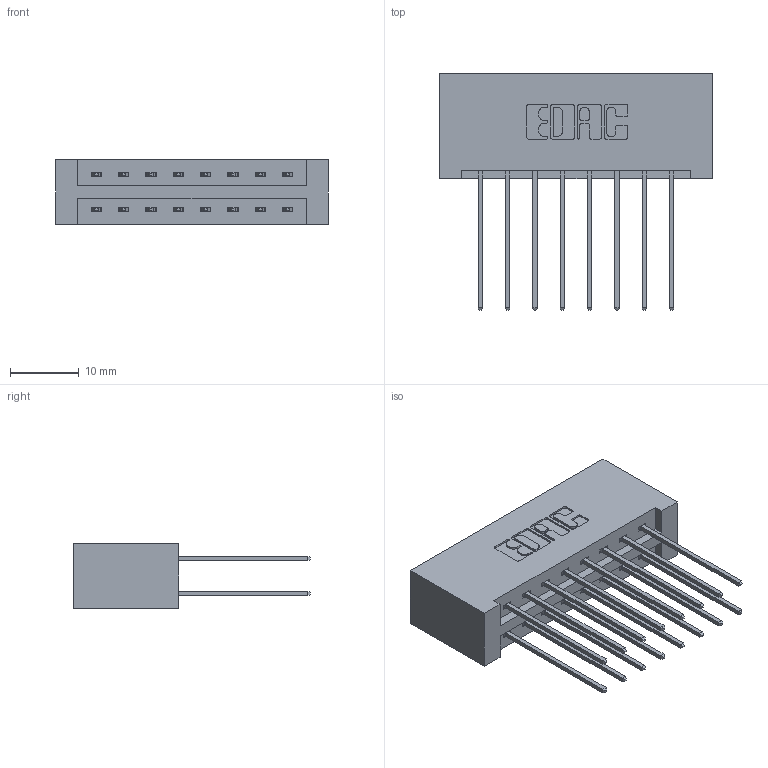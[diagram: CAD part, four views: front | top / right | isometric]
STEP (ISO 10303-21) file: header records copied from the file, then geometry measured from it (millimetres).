
FILE_DESCRIPTION (( 'STEP AP203' ), '1' );
FILE_NAME ('387-016-541-201.STEP', '2019-10-15T23:09:40', ( '' ), ( '' ), 'SwSTEP 2.0', 'SolidWorks 2016', '' );
FILE_SCHEMA (( 'CONFIG_CONTROL_DESIGN' ));
Length unit declared in the file: inch
Products named in the file (3): 337 Part_No Mounting Lugs; 387-016-541-201; 345-292-001_345-293-141
Assembly tree (17 placements, depth 2):
  387-016-541-201
    337 Part_No Mounting Lugs
    345-292-001_345-293-141  x16
Bounding box: 39.57 x 34.3 x 9.4 mm (x, y, z)
Volume: 4570.5 mm3; surface area: 5353.6 mm2
Topology: 17 solids, 17 shells, 970 faces, 2863 edges, 1886 vertices
Faces by surface type: plane 674, cylinder 296
Entity records: 10341 total; most frequent: CARTESIAN_POINT 1770, ORIENTED_EDGE 1706, DIRECTION 1561, EDGE_CURVE 853, VECTOR 733, LINE 733, VERTEX_POINT 566, AXIS2_PLACEMENT_3D 414
